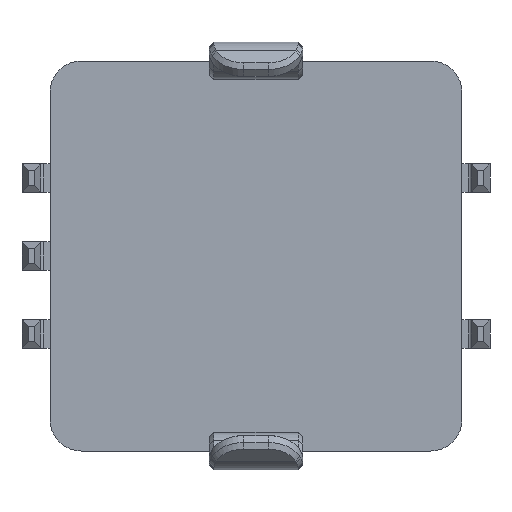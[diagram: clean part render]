
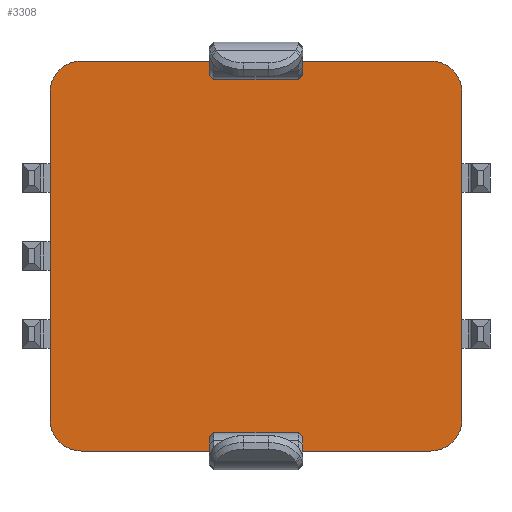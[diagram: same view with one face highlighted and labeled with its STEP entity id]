
A CAD part, front view. The second image highlights one B-rep face of the part: STEP entity #3308.
In plain terms, the highlighted planar face has unit normal (0, -1, 0).
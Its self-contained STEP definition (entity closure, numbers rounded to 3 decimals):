
#110=PLANE('',#3544);
#285=FACE_OUTER_BOUND('',#480,.T.);
#480=EDGE_LOOP('',(#2691,#2692,#2693,#2694,#2695,#2696,#2697,#2698,#2699,
#2700,#2701,#2702,#2703,#2704,#2705,#2706,#2707,#2708,#2709,#2710,#2711,
#2712,#2713,#2714));
#622=CIRCLE('',#3545,1.);
#623=CIRCLE('',#3546,1.);
#624=CIRCLE('',#3547,1.);
#625=CIRCLE('',#3548,1.);
#756=LINE('',#4971,#1075);
#781=LINE('',#5172,#1100);
#787=LINE('',#5210,#1106);
#792=LINE('',#5236,#1111);
#796=LINE('',#5263,#1115);
#819=LINE('',#5424,#1138);
#821=LINE('',#5449,#1140);
#846=LINE('',#5650,#1165);
#854=LINE('',#5713,#1173);
#857=LINE('',#5728,#1176);
#879=LINE('',#5890,#1198);
#885=LINE('',#5923,#1204);
#889=LINE('',#5931,#1208);
#893=LINE('',#5938,#1212);
#897=LINE('',#5946,#1216);
#901=LINE('',#5953,#1220);
#906=LINE('',#5963,#1225);
#907=LINE('',#5972,#1226);
#908=LINE('',#5974,#1227);
#909=LINE('',#5978,#1228);
#1075=VECTOR('',#3713,10.);
#1100=VECTOR('',#3782,10.);
#1106=VECTOR('',#3794,10.);
#1111=VECTOR('',#3809,10.);
#1115=VECTOR('',#3821,10.);
#1138=VECTOR('',#3880,10.);
#1140=VECTOR('',#3884,10.);
#1165=VECTOR('',#3953,10.);
#1173=VECTOR('',#3973,10.);
#1176=VECTOR('',#3982,10.);
#1198=VECTOR('',#4040,10.);
#1204=VECTOR('',#4052,10.);
#1208=VECTOR('',#4062,10.);
#1212=VECTOR('',#4066,10.);
#1216=VECTOR('',#4076,10.);
#1220=VECTOR('',#4080,10.);
#1225=VECTOR('',#4095,10.);
#1226=VECTOR('',#4108,10.);
#1227=VECTOR('',#4111,10.);
#1228=VECTOR('',#4114,10.);
#1412=VERTEX_POINT('',#4969);
#1413=VERTEX_POINT('',#4970);
#1446=VERTEX_POINT('',#5170);
#1447=VERTEX_POINT('',#5171);
#1452=VERTEX_POINT('',#5208);
#1462=VERTEX_POINT('',#5261);
#1463=VERTEX_POINT('',#5262);
#1483=VERTEX_POINT('',#5423);
#1484=VERTEX_POINT('',#5447);
#1485=VERTEX_POINT('',#5448);
#1518=VERTEX_POINT('',#5648);
#1519=VERTEX_POINT('',#5649);
#1528=VERTEX_POINT('',#5712);
#1533=VERTEX_POINT('',#5727);
#1554=VERTEX_POINT('',#5888);
#1555=VERTEX_POINT('',#5889);
#1556=VERTEX_POINT('',#5930);
#1559=VERTEX_POINT('',#5936);
#1560=VERTEX_POINT('',#5945);
#1563=VERTEX_POINT('',#5951);
#1564=VERTEX_POINT('',#5969);
#1565=VERTEX_POINT('',#5971);
#1566=VERTEX_POINT('',#5975);
#1567=VERTEX_POINT('',#5977);
#1728=EDGE_CURVE('',#1412,#1413,#756,.F.);
#1775=EDGE_CURVE('',#1446,#1447,#781,.F.);
#1785=EDGE_CURVE('',#1412,#1452,#787,.T.);
#1794=EDGE_CURVE('',#1446,#1413,#792,.T.);
#1802=EDGE_CURVE('',#1462,#1463,#796,.F.);
#1838=EDGE_CURVE('',#1483,#1452,#819,.F.);
#1841=EDGE_CURVE('',#1484,#1485,#821,.F.);
#1888=EDGE_CURVE('',#1518,#1519,#846,.F.);
#1904=EDGE_CURVE('',#1528,#1519,#854,.T.);
#1910=EDGE_CURVE('',#1528,#1533,#857,.F.);
#1945=EDGE_CURVE('',#1554,#1555,#879,.F.);
#1953=EDGE_CURVE('',#1554,#1533,#885,.T.);
#1957=EDGE_CURVE('',#1556,#1485,#889,.T.);
#1961=EDGE_CURVE('',#1518,#1559,#893,.T.);
#1965=EDGE_CURVE('',#1560,#1463,#897,.T.);
#1969=EDGE_CURVE('',#1483,#1563,#901,.T.);
#1974=EDGE_CURVE('',#1484,#1555,#906,.T.);
#1975=EDGE_CURVE('',#1564,#1559,#622,.T.);
#1976=EDGE_CURVE('',#1564,#1565,#907,.T.);
#1977=EDGE_CURVE('',#1560,#1565,#623,.T.);
#1978=EDGE_CURVE('',#1462,#1447,#908,.T.);
#1979=EDGE_CURVE('',#1566,#1563,#624,.T.);
#1980=EDGE_CURVE('',#1566,#1567,#909,.T.);
#1981=EDGE_CURVE('',#1556,#1567,#625,.T.);
#2691=ORIENTED_EDGE('',*,*,#1974,.T.);
#2692=ORIENTED_EDGE('',*,*,#1945,.F.);
#2693=ORIENTED_EDGE('',*,*,#1953,.T.);
#2694=ORIENTED_EDGE('',*,*,#1910,.F.);
#2695=ORIENTED_EDGE('',*,*,#1904,.T.);
#2696=ORIENTED_EDGE('',*,*,#1888,.F.);
#2697=ORIENTED_EDGE('',*,*,#1961,.T.);
#2698=ORIENTED_EDGE('',*,*,#1975,.F.);
#2699=ORIENTED_EDGE('',*,*,#1976,.T.);
#2700=ORIENTED_EDGE('',*,*,#1977,.F.);
#2701=ORIENTED_EDGE('',*,*,#1965,.T.);
#2702=ORIENTED_EDGE('',*,*,#1802,.F.);
#2703=ORIENTED_EDGE('',*,*,#1978,.T.);
#2704=ORIENTED_EDGE('',*,*,#1775,.F.);
#2705=ORIENTED_EDGE('',*,*,#1794,.T.);
#2706=ORIENTED_EDGE('',*,*,#1728,.F.);
#2707=ORIENTED_EDGE('',*,*,#1785,.T.);
#2708=ORIENTED_EDGE('',*,*,#1838,.F.);
#2709=ORIENTED_EDGE('',*,*,#1969,.T.);
#2710=ORIENTED_EDGE('',*,*,#1979,.F.);
#2711=ORIENTED_EDGE('',*,*,#1980,.T.);
#2712=ORIENTED_EDGE('',*,*,#1981,.F.);
#2713=ORIENTED_EDGE('',*,*,#1957,.T.);
#2714=ORIENTED_EDGE('',*,*,#1841,.F.);
#3308=ADVANCED_FACE('',(#285),#110,.F.);
#3544=AXIS2_PLACEMENT_3D('',#5968,#4104,#4105);
#3545=AXIS2_PLACEMENT_3D('',#5970,#4106,#4107);
#3546=AXIS2_PLACEMENT_3D('',#5973,#4109,#4110);
#3547=AXIS2_PLACEMENT_3D('',#5976,#4112,#4113);
#3548=AXIS2_PLACEMENT_3D('',#5979,#4115,#4116);
#3713=DIRECTION('',(0.707,0.,-0.707));
#3782=DIRECTION('',(0.707,0.,0.707));
#3794=DIRECTION('',(0.,0.,-1.));
#3809=DIRECTION('',(1.,0.,0.));
#3821=DIRECTION('',(-0.707,0.,0.707));
#3880=DIRECTION('',(-0.707,0.,-0.707));
#3884=DIRECTION('',(0.707,0.,-0.707));
#3953=DIRECTION('',(0.707,0.,0.707));
#3973=DIRECTION('',(0.,0.,1.));
#3982=DIRECTION('',(-0.707,0.,0.707));
#4040=DIRECTION('',(-0.707,0.,-0.707));
#4052=DIRECTION('',(-1.,0.,0.));
#4062=DIRECTION('',(-1.,0.,0.));
#4066=DIRECTION('',(-1.,0.,0.));
#4076=DIRECTION('',(1.,0.,0.));
#4080=DIRECTION('',(1.,0.,0.));
#4095=DIRECTION('',(0.,0.,-1.));
#4104=DIRECTION('center_axis',(0.,1.,0.));
#4105=DIRECTION('ref_axis',(1.,0.,0.));
#4106=DIRECTION('center_axis',(0.,1.,0.));
#4107=DIRECTION('ref_axis',(-0.707,0.,0.707));
#4108=DIRECTION('',(0.,0.,-1.));
#4109=DIRECTION('center_axis',(0.,1.,0.));
#4110=DIRECTION('ref_axis',(-0.707,0.,-0.707));
#4111=DIRECTION('',(0.,0.,1.));
#4112=DIRECTION('center_axis',(0.,1.,0.));
#4113=DIRECTION('ref_axis',(0.707,0.,-0.707));
#4114=DIRECTION('',(0.,0.,1.));
#4115=DIRECTION('center_axis',(0.,1.,0.));
#4116=DIRECTION('ref_axis',(0.707,0.,0.707));
#4969=CARTESIAN_POINT('',(1.5,0.,-5.8));
#4970=CARTESIAN_POINT('',(1.35,0.,-5.65));
#4971=CARTESIAN_POINT('',(-0.363,0.,-3.938));
#5170=CARTESIAN_POINT('',(-1.35,0.,-5.65));
#5171=CARTESIAN_POINT('',(-1.5,0.,-5.8));
#5172=CARTESIAN_POINT('',(0.363,0.,-3.938));
#5208=CARTESIAN_POINT('',(1.5,0.,-6.1));
#5210=CARTESIAN_POINT('',(1.5,0.,-3.125));
#5236=CARTESIAN_POINT('',(0.75,0.,-5.65));
#5261=CARTESIAN_POINT('',(-1.5,0.,-6.1));
#5262=CARTESIAN_POINT('',(-1.35,0.,-6.25));
#5263=CARTESIAN_POINT('',(-2.612,0.,-4.987));
#5423=CARTESIAN_POINT('',(1.35,0.,-6.25));
#5424=CARTESIAN_POINT('',(2.612,0.,-4.987));
#5447=CARTESIAN_POINT('',(1.5,0.,6.1));
#5448=CARTESIAN_POINT('',(1.35,0.,6.25));
#5449=CARTESIAN_POINT('',(2.612,0.,4.987));
#5648=CARTESIAN_POINT('',(-1.35,0.,6.25));
#5649=CARTESIAN_POINT('',(-1.5,0.,6.1));
#5650=CARTESIAN_POINT('',(-2.612,0.,4.987));
#5712=CARTESIAN_POINT('',(-1.5,0.,5.8));
#5713=CARTESIAN_POINT('',(-1.5,0.,3.125));
#5727=CARTESIAN_POINT('',(-1.35,0.,5.65));
#5728=CARTESIAN_POINT('',(0.363,0.,3.938));
#5888=CARTESIAN_POINT('',(1.35,0.,5.65));
#5889=CARTESIAN_POINT('',(1.5,0.,5.8));
#5890=CARTESIAN_POINT('',(-0.363,0.,3.938));
#5923=CARTESIAN_POINT('',(-0.75,0.,5.65));
#5930=CARTESIAN_POINT('',(5.6,0.,6.25));
#5931=CARTESIAN_POINT('',(6.6,0.,6.25));
#5936=CARTESIAN_POINT('',(-5.6,0.,6.25));
#5938=CARTESIAN_POINT('',(6.6,0.,6.25));
#5945=CARTESIAN_POINT('',(-5.6,0.,-6.25));
#5946=CARTESIAN_POINT('',(-6.6,0.,-6.25));
#5951=CARTESIAN_POINT('',(5.6,0.,-6.25));
#5953=CARTESIAN_POINT('',(-6.6,0.,-6.25));
#5963=CARTESIAN_POINT('',(1.5,0.,2.825));
#5968=CARTESIAN_POINT('Origin',(0.,0.,0.));
#5969=CARTESIAN_POINT('',(-6.6,0.,5.25));
#5970=CARTESIAN_POINT('Origin',(-5.6,0.,5.25));
#5971=CARTESIAN_POINT('',(-6.6,0.,-5.25));
#5972=CARTESIAN_POINT('',(-6.6,0.,6.25));
#5973=CARTESIAN_POINT('Origin',(-5.6,0.,-5.25));
#5974=CARTESIAN_POINT('',(-1.5,0.,-2.825));
#5975=CARTESIAN_POINT('',(6.6,0.,-5.25));
#5976=CARTESIAN_POINT('Origin',(5.6,0.,-5.25));
#5977=CARTESIAN_POINT('',(6.6,0.,5.25));
#5978=CARTESIAN_POINT('',(6.6,0.,-6.25));
#5979=CARTESIAN_POINT('Origin',(5.6,0.,5.25));
